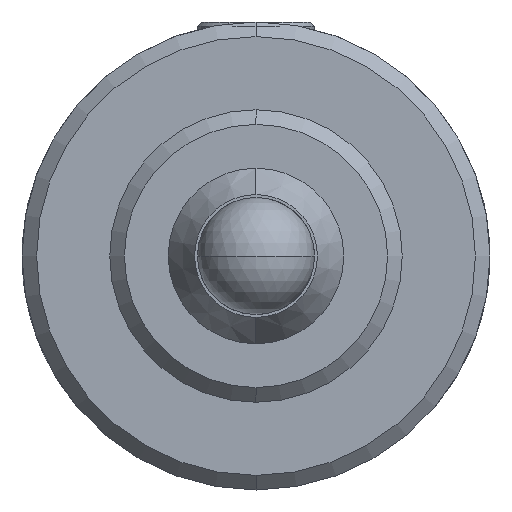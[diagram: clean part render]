
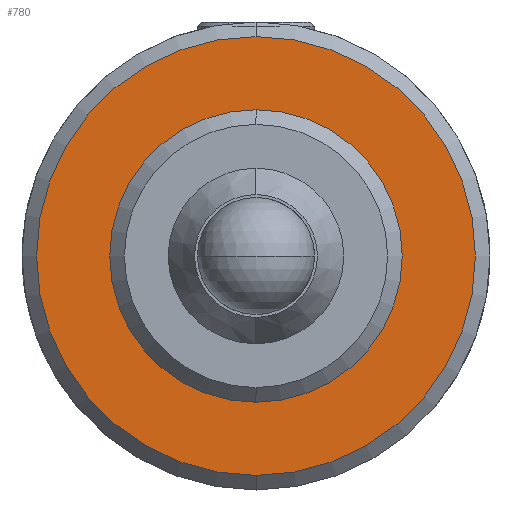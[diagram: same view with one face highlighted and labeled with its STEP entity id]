
A CAD part, left-side view. The second image highlights one B-rep face of the part: STEP entity #780.
In plain terms, the highlighted planar face has unit normal (-1, 0, 0).
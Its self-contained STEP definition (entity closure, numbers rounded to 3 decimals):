
#274 = PLANE ( 'NONE',  #558 ) ;
#382 = CARTESIAN_POINT ( 'NONE',  ( 2., 0., -7.5 ) ) ;
#389 = ORIENTED_EDGE ( 'NONE', *, *, #3301, .F. ) ;
#509 = DIRECTION ( 'NONE',  ( 0., 0., -1. ) ) ;
#540 = DIRECTION ( 'NONE',  ( 0., 0., 1. ) ) ;
#558 = AXIS2_PLACEMENT_3D ( 'NONE', #1738, #2080, #540 ) ;
#593 = AXIS2_PLACEMENT_3D ( 'NONE', #1214, #1152, #1789 ) ;
#599 = CARTESIAN_POINT ( 'NONE',  ( 2., 0., 5. ) ) ;
#771 = ORIENTED_EDGE ( 'NONE', *, *, #2644, .F. ) ;
#780 = ADVANCED_FACE ( 'NONE', ( #3544, #2031 ), #274, .F. ) ;
#785 = ORIENTED_EDGE ( 'NONE', *, *, #1708, .T. ) ;
#925 = AXIS2_PLACEMENT_3D ( 'NONE', #3764, #1930, #1314 ) ;
#958 = CARTESIAN_POINT ( 'NONE',  ( 2., 0., -5. ) ) ;
#966 = DIRECTION ( 'NONE',  ( -1., 0., 0. ) ) ;
#1056 = AXIS2_PLACEMENT_3D ( 'NONE', #2001, #2327, #509 ) ;
#1152 = DIRECTION ( 'NONE',  ( -1., 0., 0. ) ) ;
#1214 = CARTESIAN_POINT ( 'NONE',  ( 2., 0., 0. ) ) ;
#1314 = DIRECTION ( 'NONE',  ( 0., 0., 1. ) ) ;
#1440 = EDGE_LOOP ( 'NONE', ( #771, #389 ) ) ;
#1589 = CARTESIAN_POINT ( 'NONE',  ( 2., 0., 7.5 ) ) ;
#1639 = VERTEX_POINT ( 'NONE', #1589 ) ;
#1708 = EDGE_CURVE ( 'NONE', #2460, #1639, #2117, .T. ) ;
#1738 = CARTESIAN_POINT ( 'NONE',  ( 2., -8., 0. ) ) ;
#1775 = EDGE_CURVE ( 'NONE', #1639, #2460, #2616, .T. ) ;
#1783 = CIRCLE ( 'NONE', #593, 5. ) ;
#1789 = DIRECTION ( 'NONE',  ( 0., 0., -1. ) ) ;
#1930 = DIRECTION ( 'NONE',  ( -1., 0., 0. ) ) ;
#2001 = CARTESIAN_POINT ( 'NONE',  ( 2., 0., 0. ) ) ;
#2031 = FACE_BOUND ( 'NONE', #1440, .T. ) ;
#2080 = DIRECTION ( 'NONE',  ( 1., 0., 0. ) ) ;
#2117 = CIRCLE ( 'NONE', #3294, 7.5 ) ;
#2162 = DIRECTION ( 'NONE',  ( 0., 0., 1. ) ) ;
#2327 = DIRECTION ( 'NONE',  ( -1., 0., 0. ) ) ;
#2460 = VERTEX_POINT ( 'NONE', #382 ) ;
#2616 = CIRCLE ( 'NONE', #925, 7.5 ) ;
#2644 = EDGE_CURVE ( 'NONE', #3441, #3344, #2939, .T. ) ;
#2733 = CARTESIAN_POINT ( 'NONE',  ( 2., 0., 0. ) ) ;
#2939 = CIRCLE ( 'NONE', #1056, 5. ) ;
#2980 = ORIENTED_EDGE ( 'NONE', *, *, #1775, .T. ) ;
#3193 = EDGE_LOOP ( 'NONE', ( #2980, #785 ) ) ;
#3294 = AXIS2_PLACEMENT_3D ( 'NONE', #2733, #966, #2162 ) ;
#3301 = EDGE_CURVE ( 'NONE', #3344, #3441, #1783, .T. ) ;
#3344 = VERTEX_POINT ( 'NONE', #599 ) ;
#3441 = VERTEX_POINT ( 'NONE', #958 ) ;
#3544 = FACE_OUTER_BOUND ( 'NONE', #3193, .T. ) ;
#3764 = CARTESIAN_POINT ( 'NONE',  ( 2., 0., 0. ) ) ;
